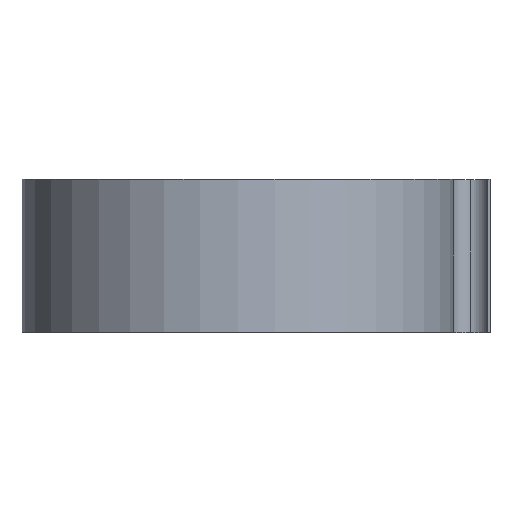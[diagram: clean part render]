
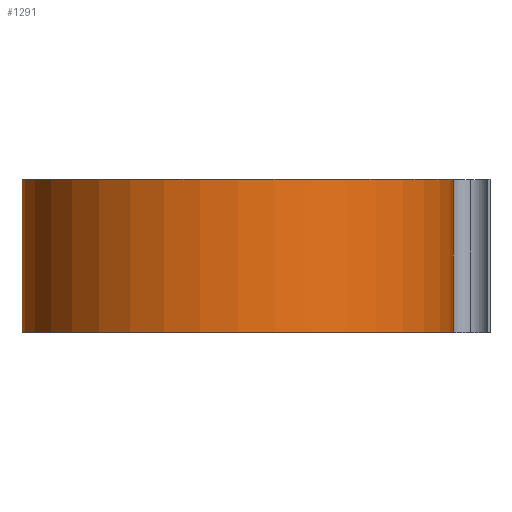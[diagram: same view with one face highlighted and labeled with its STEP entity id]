
A CAD part, top view. The second image highlights one B-rep face of the part: STEP entity #1291.
In plain terms, the highlighted cylindrical face has radius 31 mm (diameter 62 mm), a partial arc.
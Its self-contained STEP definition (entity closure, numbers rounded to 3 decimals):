
#180 = DIRECTION ( 'NONE',  ( 0., -1., 0. ) ) ;
#571 = CARTESIAN_POINT ( 'NONE',  ( 31., 22., 0. ) ) ;
#640 = EDGE_CURVE ( 'NONE', #980, #2444, #4197, .T. ) ;
#747 = DIRECTION ( 'NONE',  ( 1., 0., 0. ) ) ;
#819 = VECTOR ( 'NONE', #5135, 1000. ) ;
#980 = VERTEX_POINT ( 'NONE', #1819 ) ;
#1192 = AXIS2_PLACEMENT_3D ( 'NONE', #1205, #3571, #747 ) ;
#1205 = CARTESIAN_POINT ( 'NONE',  ( 0., 0., 0. ) ) ;
#1291 = ADVANCED_FACE ( 'NONE', ( #4552 ), #2101, .T. ) ;
#1313 = DIRECTION ( 'NONE',  ( 0., -1., 0. ) ) ;
#1329 = AXIS2_PLACEMENT_3D ( 'NONE', #4882, #1313, #2927 ) ;
#1339 = VERTEX_POINT ( 'NONE', #4684 ) ;
#1529 = EDGE_CURVE ( 'NONE', #1339, #3250, #1576, .T. ) ;
#1576 = LINE ( 'NONE', #3540, #819 ) ;
#1803 = AXIS2_PLACEMENT_3D ( 'NONE', #4216, #2932, #3339 ) ;
#1819 = CARTESIAN_POINT ( 'NONE',  ( 31., 22., 0. ) ) ;
#1898 = CARTESIAN_POINT ( 'NONE',  ( -31., 0., 0. ) ) ;
#2062 = CIRCLE ( 'NONE', #1803, 31. ) ;
#2101 = CYLINDRICAL_SURFACE ( 'NONE', #1329, 31. ) ;
#2279 = ORIENTED_EDGE ( 'NONE', *, *, #640, .F. ) ;
#2444 = VERTEX_POINT ( 'NONE', #2856 ) ;
#2598 = EDGE_CURVE ( 'NONE', #1339, #980, #2062, .T. ) ;
#2856 = CARTESIAN_POINT ( 'NONE',  ( 31., 0., 0. ) ) ;
#2927 = DIRECTION ( 'NONE',  ( 0., 0., -1. ) ) ;
#2932 = DIRECTION ( 'NONE',  ( 0., 1., 0. ) ) ;
#2935 = EDGE_LOOP ( 'NONE', ( #4671, #2279, #4562, #4918 ) ) ;
#3095 = VECTOR ( 'NONE', #180, 1000. ) ;
#3250 = VERTEX_POINT ( 'NONE', #1898 ) ;
#3339 = DIRECTION ( 'NONE',  ( 1., 0., 0. ) ) ;
#3401 = CIRCLE ( 'NONE', #1192, 31. ) ;
#3540 = CARTESIAN_POINT ( 'NONE',  ( -31., 22., 0. ) ) ;
#3571 = DIRECTION ( 'NONE',  ( 0., 1., 0. ) ) ;
#3922 = EDGE_CURVE ( 'NONE', #3250, #2444, #3401, .T. ) ;
#4197 = LINE ( 'NONE', #571, #3095 ) ;
#4216 = CARTESIAN_POINT ( 'NONE',  ( 0., 22., 0. ) ) ;
#4552 = FACE_OUTER_BOUND ( 'NONE', #2935, .T. ) ;
#4562 = ORIENTED_EDGE ( 'NONE', *, *, #2598, .F. ) ;
#4671 = ORIENTED_EDGE ( 'NONE', *, *, #3922, .T. ) ;
#4684 = CARTESIAN_POINT ( 'NONE',  ( -31., 22., 0. ) ) ;
#4882 = CARTESIAN_POINT ( 'NONE',  ( 0., 22., 0. ) ) ;
#4918 = ORIENTED_EDGE ( 'NONE', *, *, #1529, .T. ) ;
#5135 = DIRECTION ( 'NONE',  ( 0., -1., 0. ) ) ;
